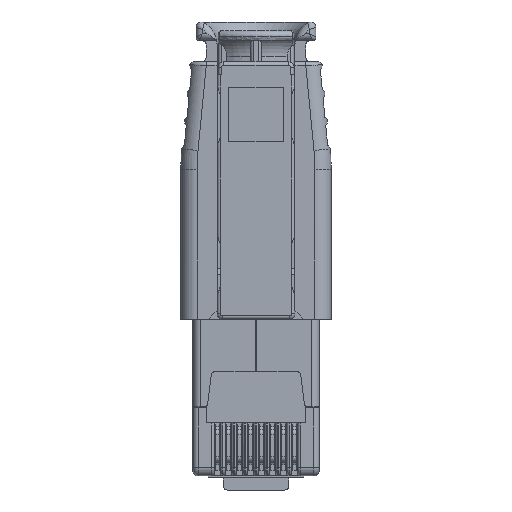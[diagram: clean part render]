
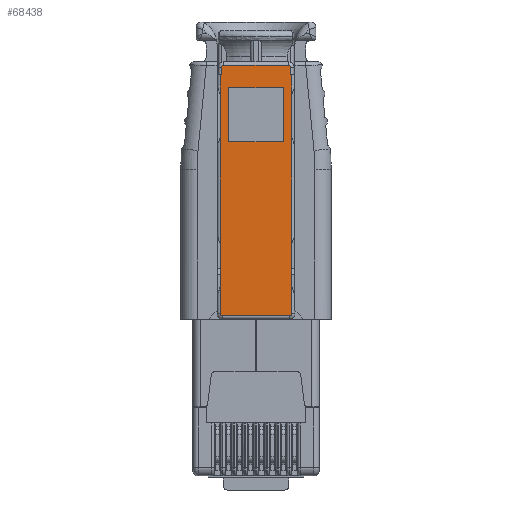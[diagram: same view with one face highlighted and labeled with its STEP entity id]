
A CAD part, front view. The second image highlights one B-rep face of the part: STEP entity #68438.
In plain terms, the highlighted planar face has unit normal (0, -1, 0).
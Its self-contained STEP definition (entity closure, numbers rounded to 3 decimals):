
#59823=AXIS2_PLACEMENT_3D('Circle Axis2P3D',#59821,#59822,$) ;
#59840=AXIS2_PLACEMENT_3D('Circle Axis2P3D',#59838,#59839,$) ;
#63062=AXIS2_PLACEMENT_3D('Circle Axis2P3D',#63060,#63061,$) ;
#63124=AXIS2_PLACEMENT_3D('Circle Axis2P3D',#63122,#63123,$) ;
#68408=AXIS2_PLACEMENT_3D('Plane Axis2P3D',#68405,#68406,#68407) ;
#57805=CARTESIAN_POINT('Vertex',(10.05,0.,16.1)) ;
#57808=CARTESIAN_POINT('Line Origine',(10.45,0.,16.1)) ;
#57812=CARTESIAN_POINT('Vertex',(3.85,0.,16.1)) ;
#59818=CARTESIAN_POINT('Vertex',(10.25,0.,16.3)) ;
#59821=CARTESIAN_POINT('Axis2P3D Location',(10.05,0.,16.3)) ;
#59838=CARTESIAN_POINT('Axis2P3D Location',(3.85,0.,16.3)) ;
#59842=CARTESIAN_POINT('Vertex',(3.65,0.,16.3)) ;
#59892=CARTESIAN_POINT('Vertex',(3.65,0.,22.8)) ;
#59918=CARTESIAN_POINT('Vertex',(3.65,0.,18.8)) ;
#59921=CARTESIAN_POINT('Line Origine',(3.65,0.,20.8)) ;
#60424=CARTESIAN_POINT('Vertex',(10.25,0.,22.8)) ;
#60427=CARTESIAN_POINT('Line Origine',(10.25,0.,20.8)) ;
#60431=CARTESIAN_POINT('Vertex',(10.25,0.,18.8)) ;
#62849=CARTESIAN_POINT('Line Origine',(10.25,0.,15.8)) ;
#62872=CARTESIAN_POINT('Vertex',(10.25,0.,32.6)) ;
#62886=CARTESIAN_POINT('Vertex',(10.25,0.,36.6)) ;
#62889=CARTESIAN_POINT('Line Origine',(10.25,0.,34.6)) ;
#62932=CARTESIAN_POINT('Vertex',(10.25,0.,38.45)) ;
#62935=CARTESIAN_POINT('Line Origine',(10.25,0.,15.8)) ;
#62952=CARTESIAN_POINT('Line Origine',(10.2,0.,38.45)) ;
#62956=CARTESIAN_POINT('Vertex',(10.15,0.,38.45)) ;
#63026=CARTESIAN_POINT('Vertex',(10.15,0.,39.1)) ;
#63029=CARTESIAN_POINT('Line Origine',(10.15,0.,15.8)) ;
#63057=CARTESIAN_POINT('Vertex',(9.95,0.,39.3)) ;
#63060=CARTESIAN_POINT('Axis2P3D Location',(9.95,0.,39.1)) ;
#63088=CARTESIAN_POINT('Vertex',(3.95,0.,39.3)) ;
#63091=CARTESIAN_POINT('Line Origine',(6.95,0.,39.3)) ;
#63119=CARTESIAN_POINT('Vertex',(3.75,0.,39.1)) ;
#63122=CARTESIAN_POINT('Axis2P3D Location',(3.95,0.,39.1)) ;
#63150=CARTESIAN_POINT('Vertex',(3.75,0.,38.45)) ;
#63153=CARTESIAN_POINT('Line Origine',(3.75,0.,15.8)) ;
#63192=CARTESIAN_POINT('Vertex',(3.65,0.,38.45)) ;
#63195=CARTESIAN_POINT('Line Origine',(3.7,0.,38.45)) ;
#63250=CARTESIAN_POINT('Vertex',(3.65,0.,36.6)) ;
#63253=CARTESIAN_POINT('Line Origine',(3.65,0.,15.8)) ;
#63288=CARTESIAN_POINT('Vertex',(3.65,0.,32.6)) ;
#63291=CARTESIAN_POINT('Line Origine',(3.65,0.,34.6)) ;
#63339=CARTESIAN_POINT('Line Origine',(3.65,0.,15.8)) ;
#63356=CARTESIAN_POINT('Line Origine',(3.65,0.,15.8)) ;
#63404=CARTESIAN_POINT('Line Origine',(10.25,0.,15.8)) ;
#63427=CARTESIAN_POINT('Vertex',(9.45,0.,37.2)) ;
#63430=CARTESIAN_POINT('Line Origine',(6.95,0.,37.2)) ;
#63434=CARTESIAN_POINT('Vertex',(4.45,0.,37.2)) ;
#63467=CARTESIAN_POINT('Vertex',(9.45,0.,32.2)) ;
#63470=CARTESIAN_POINT('Line Origine',(9.45,0.,34.7)) ;
#63498=CARTESIAN_POINT('Vertex',(4.45,0.,32.2)) ;
#63501=CARTESIAN_POINT('Line Origine',(6.95,0.,32.2)) ;
#63523=CARTESIAN_POINT('Line Origine',(4.45,0.,34.7)) ;
#68405=CARTESIAN_POINT('Axis2P3D Location',(10.45,0.,15.8)) ;
#57809=DIRECTION('Vector Direction',(1.,0.,0.)) ;
#59822=DIRECTION('Axis2P3D Direction',(0.,-1.,0.)) ;
#59839=DIRECTION('Axis2P3D Direction',(0.,-1.,0.)) ;
#59922=DIRECTION('Vector Direction',(0.,0.,1.)) ;
#60428=DIRECTION('Vector Direction',(0.,0.,-1.)) ;
#62850=DIRECTION('Vector Direction',(0.,0.,1.)) ;
#62890=DIRECTION('Vector Direction',(0.,0.,-1.)) ;
#62936=DIRECTION('Vector Direction',(0.,0.,1.)) ;
#62953=DIRECTION('Vector Direction',(-1.,0.,0.)) ;
#63030=DIRECTION('Vector Direction',(0.,0.,-1.)) ;
#63061=DIRECTION('Axis2P3D Direction',(0.,-1.,0.)) ;
#63092=DIRECTION('Vector Direction',(1.,0.,0.)) ;
#63123=DIRECTION('Axis2P3D Direction',(0.,-1.,0.)) ;
#63154=DIRECTION('Vector Direction',(0.,0.,1.)) ;
#63196=DIRECTION('Vector Direction',(-1.,0.,0.)) ;
#63254=DIRECTION('Vector Direction',(0.,0.,-1.)) ;
#63292=DIRECTION('Vector Direction',(0.,0.,1.)) ;
#63340=DIRECTION('Vector Direction',(0.,0.,-1.)) ;
#63357=DIRECTION('Vector Direction',(0.,0.,-1.)) ;
#63405=DIRECTION('Vector Direction',(0.,0.,1.)) ;
#63431=DIRECTION('Vector Direction',(-1.,0.,0.)) ;
#63471=DIRECTION('Vector Direction',(0.,0.,1.)) ;
#63502=DIRECTION('Vector Direction',(1.,0.,0.)) ;
#63524=DIRECTION('Vector Direction',(0.,0.,-1.)) ;
#68406=DIRECTION('Axis2P3D Direction',(-0.,-1.,0.)) ;
#68407=DIRECTION('Axis2P3D XDirection',(-1.,0.,0.)) ;
#57810=VECTOR('Line Direction',#57809,1.) ;
#59923=VECTOR('Line Direction',#59922,1.) ;
#60429=VECTOR('Line Direction',#60428,1.) ;
#62851=VECTOR('Line Direction',#62850,1.) ;
#62891=VECTOR('Line Direction',#62890,1.) ;
#62937=VECTOR('Line Direction',#62936,1.) ;
#62954=VECTOR('Line Direction',#62953,1.) ;
#63031=VECTOR('Line Direction',#63030,1.) ;
#63093=VECTOR('Line Direction',#63092,1.) ;
#63155=VECTOR('Line Direction',#63154,1.) ;
#63197=VECTOR('Line Direction',#63196,1.) ;
#63255=VECTOR('Line Direction',#63254,1.) ;
#63293=VECTOR('Line Direction',#63292,1.) ;
#63341=VECTOR('Line Direction',#63340,1.) ;
#63358=VECTOR('Line Direction',#63357,1.) ;
#63406=VECTOR('Line Direction',#63405,1.) ;
#63432=VECTOR('Line Direction',#63431,1.) ;
#63472=VECTOR('Line Direction',#63471,1.) ;
#63503=VECTOR('Line Direction',#63502,1.) ;
#63525=VECTOR('Line Direction',#63524,1.) ;
#68411=ORIENTED_EDGE('',*,*,#62893,.F.) ;
#68412=ORIENTED_EDGE('',*,*,#62939,.T.) ;
#68413=ORIENTED_EDGE('',*,*,#62958,.T.) ;
#68414=ORIENTED_EDGE('',*,*,#63033,.T.) ;
#68415=ORIENTED_EDGE('',*,*,#63064,.T.) ;
#68416=ORIENTED_EDGE('',*,*,#63095,.T.) ;
#68417=ORIENTED_EDGE('',*,*,#63126,.T.) ;
#68418=ORIENTED_EDGE('',*,*,#63157,.T.) ;
#68419=ORIENTED_EDGE('',*,*,#63199,.T.) ;
#68420=ORIENTED_EDGE('',*,*,#63257,.T.) ;
#68421=ORIENTED_EDGE('',*,*,#63295,.F.) ;
#68422=ORIENTED_EDGE('',*,*,#63343,.T.) ;
#68423=ORIENTED_EDGE('',*,*,#59925,.F.) ;
#68424=ORIENTED_EDGE('',*,*,#63360,.T.) ;
#68425=ORIENTED_EDGE('',*,*,#59844,.T.) ;
#68426=ORIENTED_EDGE('',*,*,#57814,.T.) ;
#68427=ORIENTED_EDGE('',*,*,#59825,.T.) ;
#68428=ORIENTED_EDGE('',*,*,#62853,.T.) ;
#68429=ORIENTED_EDGE('',*,*,#60433,.F.) ;
#68430=ORIENTED_EDGE('',*,*,#63408,.T.) ;
#68433=ORIENTED_EDGE('',*,*,#63527,.F.) ;
#68434=ORIENTED_EDGE('',*,*,#63436,.F.) ;
#68435=ORIENTED_EDGE('',*,*,#63474,.F.) ;
#68436=ORIENTED_EDGE('',*,*,#63505,.F.) ;
#68437=FACE_BOUND('',#68432,.T.) ;
#68438=ADVANCED_FACE('Hauptkoerper',(#68431,#68437),#68409,.T.) ;
#59824=CIRCLE('generated circle',#59823,0.2) ;
#59841=CIRCLE('generated circle',#59840,0.2) ;
#63063=CIRCLE('generated circle',#63062,0.2) ;
#63125=CIRCLE('generated circle',#63124,0.2) ;
#57814=EDGE_CURVE('',#57813,#57806,#57811,.T.) ;
#59825=EDGE_CURVE('',#57806,#59819,#59824,.T.) ;
#59844=EDGE_CURVE('',#59843,#57813,#59841,.T.) ;
#59925=EDGE_CURVE('',#59919,#59893,#59924,.T.) ;
#60433=EDGE_CURVE('',#60425,#60432,#60430,.T.) ;
#62853=EDGE_CURVE('',#59819,#60432,#62852,.T.) ;
#62893=EDGE_CURVE('',#62887,#62873,#62892,.T.) ;
#62939=EDGE_CURVE('',#62887,#62933,#62938,.T.) ;
#62958=EDGE_CURVE('',#62933,#62957,#62955,.T.) ;
#63033=EDGE_CURVE('',#62957,#63027,#63032,.F.) ;
#63064=EDGE_CURVE('',#63027,#63058,#63063,.T.) ;
#63095=EDGE_CURVE('',#63058,#63089,#63094,.F.) ;
#63126=EDGE_CURVE('',#63089,#63120,#63125,.T.) ;
#63157=EDGE_CURVE('',#63120,#63151,#63156,.F.) ;
#63199=EDGE_CURVE('',#63151,#63193,#63198,.T.) ;
#63257=EDGE_CURVE('',#63193,#63251,#63256,.T.) ;
#63295=EDGE_CURVE('',#63289,#63251,#63294,.T.) ;
#63343=EDGE_CURVE('',#63289,#59893,#63342,.T.) ;
#63360=EDGE_CURVE('',#59919,#59843,#63359,.T.) ;
#63408=EDGE_CURVE('',#60425,#62873,#63407,.T.) ;
#63436=EDGE_CURVE('',#63428,#63435,#63433,.T.) ;
#63474=EDGE_CURVE('',#63468,#63428,#63473,.T.) ;
#63505=EDGE_CURVE('',#63499,#63468,#63504,.T.) ;
#63527=EDGE_CURVE('',#63435,#63499,#63526,.T.) ;
#68410=EDGE_LOOP('',(#68411,#68412,#68413,#68414,#68415,#68416,#68417,#68418,#68419,#68420,#68421,#68422,#68423,#68424,#68425,#68426,#68427,#68428,#68429,#68430)) ;
#68432=EDGE_LOOP('',(#68433,#68434,#68435,#68436)) ;
#68431=FACE_OUTER_BOUND('',#68410,.T.) ;
#57811=LINE('Line',#57808,#57810) ;
#59924=LINE('Line',#59921,#59923) ;
#60430=LINE('Line',#60427,#60429) ;
#62852=LINE('Line',#62849,#62851) ;
#62892=LINE('Line',#62889,#62891) ;
#62938=LINE('Line',#62935,#62937) ;
#62955=LINE('Line',#62952,#62954) ;
#63032=LINE('Line',#63029,#63031) ;
#63094=LINE('Line',#63091,#63093) ;
#63156=LINE('Line',#63153,#63155) ;
#63198=LINE('Line',#63195,#63197) ;
#63256=LINE('Line',#63253,#63255) ;
#63294=LINE('Line',#63291,#63293) ;
#63342=LINE('Line',#63339,#63341) ;
#63359=LINE('Line',#63356,#63358) ;
#63407=LINE('Line',#63404,#63406) ;
#63433=LINE('Line',#63430,#63432) ;
#63473=LINE('Line',#63470,#63472) ;
#63504=LINE('Line',#63501,#63503) ;
#63526=LINE('Line',#63523,#63525) ;
#68409=PLANE('',#68408) ;
#57806=VERTEX_POINT('',#57805) ;
#57813=VERTEX_POINT('',#57812) ;
#59819=VERTEX_POINT('',#59818) ;
#59843=VERTEX_POINT('',#59842) ;
#59893=VERTEX_POINT('',#59892) ;
#59919=VERTEX_POINT('',#59918) ;
#60425=VERTEX_POINT('',#60424) ;
#60432=VERTEX_POINT('',#60431) ;
#62873=VERTEX_POINT('',#62872) ;
#62887=VERTEX_POINT('',#62886) ;
#62933=VERTEX_POINT('',#62932) ;
#62957=VERTEX_POINT('',#62956) ;
#63027=VERTEX_POINT('',#63026) ;
#63058=VERTEX_POINT('',#63057) ;
#63089=VERTEX_POINT('',#63088) ;
#63120=VERTEX_POINT('',#63119) ;
#63151=VERTEX_POINT('',#63150) ;
#63193=VERTEX_POINT('',#63192) ;
#63251=VERTEX_POINT('',#63250) ;
#63289=VERTEX_POINT('',#63288) ;
#63428=VERTEX_POINT('',#63427) ;
#63435=VERTEX_POINT('',#63434) ;
#63468=VERTEX_POINT('',#63467) ;
#63499=VERTEX_POINT('',#63498) ;
